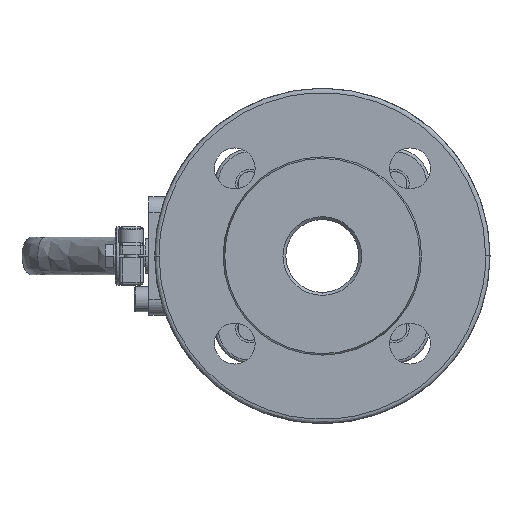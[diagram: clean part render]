
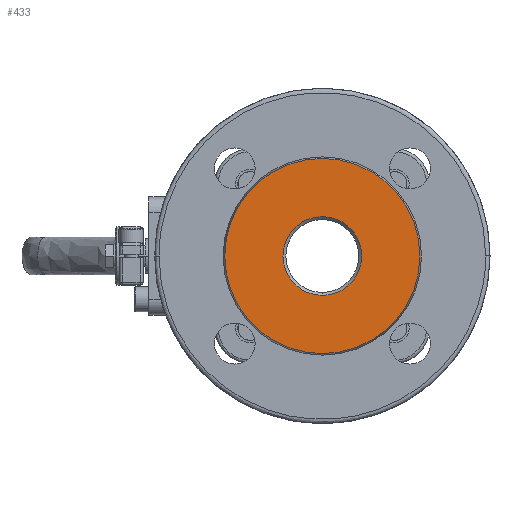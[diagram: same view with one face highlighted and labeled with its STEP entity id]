
A CAD part, left-side view. The second image highlights one B-rep face of the part: STEP entity #433.
In plain terms, the highlighted planar face has unit normal (-1, 0, 0).
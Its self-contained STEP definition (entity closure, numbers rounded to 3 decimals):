
#433 = ADVANCED_FACE ( 'NONE', ( #36445, #14988 ), #21691, .T. ) ;
#1723 = EDGE_LOOP ( 'NONE', ( #5392, #18844 ) ) ;
#4546 = CARTESIAN_POINT ( 'NONE',  ( -51.5, 0., 13.5 ) ) ;
#5392 = ORIENTED_EDGE ( 'NONE', *, *, #15627, .T. ) ;
#6517 = CARTESIAN_POINT ( 'NONE',  ( -51.5, 0., 0. ) ) ;
#9713 = DIRECTION ( 'NONE',  ( 0., -1., 0. ) ) ;
#11512 = AXIS2_PLACEMENT_3D ( 'NONE', #27882, #42662, #24392 ) ;
#13390 = DIRECTION ( 'NONE',  ( -1., 0., 0. ) ) ;
#13624 = AXIS2_PLACEMENT_3D ( 'NONE', #37845, #13390, #9713 ) ;
#13719 = DIRECTION ( 'NONE',  ( 0., 0., 1. ) ) ;
#14643 = CARTESIAN_POINT ( 'NONE',  ( -51.5, 0., -33.464 ) ) ;
#14724 = AXIS2_PLACEMENT_3D ( 'NONE', #16550, #22988, #26907 ) ;
#14988 = FACE_BOUND ( 'NONE', #1723, .T. ) ;
#15627 = EDGE_CURVE ( 'NONE', #24242, #38849, #33084, .T. ) ;
#16262 = EDGE_CURVE ( 'NONE', #21061, #34315, #27263, .T. ) ;
#16550 = CARTESIAN_POINT ( 'NONE',  ( -51.5, 0., 0. ) ) ;
#16959 = CARTESIAN_POINT ( 'NONE',  ( -51.5, 0., 0. ) ) ;
#18844 = ORIENTED_EDGE ( 'NONE', *, *, #26110, .T. ) ;
#19249 = ORIENTED_EDGE ( 'NONE', *, *, #23547, .F. ) ;
#21061 = VERTEX_POINT ( 'NONE', #14643 ) ;
#21269 = AXIS2_PLACEMENT_3D ( 'NONE', #16959, #45373, #13719 ) ;
#21691 = PLANE ( 'NONE',  #13624 ) ;
#22988 = DIRECTION ( 'NONE',  ( 1., 0., 0. ) ) ;
#23547 = EDGE_CURVE ( 'NONE', #34315, #21061, #44648, .T. ) ;
#23569 = DIRECTION ( 'NONE',  ( 0., 0., -1. ) ) ;
#24242 = VERTEX_POINT ( 'NONE', #4546 ) ;
#24392 = DIRECTION ( 'NONE',  ( 0., 0., 1. ) ) ;
#26110 = EDGE_CURVE ( 'NONE', #38849, #24242, #41773, .T. ) ;
#26907 = DIRECTION ( 'NONE',  ( 0., 0., -1. ) ) ;
#27156 = ORIENTED_EDGE ( 'NONE', *, *, #16262, .F. ) ;
#27263 = CIRCLE ( 'NONE', #14724, 33.464 ) ;
#27882 = CARTESIAN_POINT ( 'NONE',  ( -51.5, 0., 0. ) ) ;
#32553 = CARTESIAN_POINT ( 'NONE',  ( -51.5, 0., 33.464 ) ) ;
#33084 = CIRCLE ( 'NONE', #21269, 13.5 ) ;
#34315 = VERTEX_POINT ( 'NONE', #32553 ) ;
#36445 = FACE_OUTER_BOUND ( 'NONE', #38136, .T. ) ;
#37845 = CARTESIAN_POINT ( 'NONE',  ( -51.5, 13.5, 0. ) ) ;
#38136 = EDGE_LOOP ( 'NONE', ( #27156, #19249 ) ) ;
#38849 = VERTEX_POINT ( 'NONE', #43634 ) ;
#40918 = AXIS2_PLACEMENT_3D ( 'NONE', #6517, #45527, #23569 ) ;
#41773 = CIRCLE ( 'NONE', #11512, 13.5 ) ;
#42662 = DIRECTION ( 'NONE',  ( 1., 0., 0. ) ) ;
#43634 = CARTESIAN_POINT ( 'NONE',  ( -51.5, 0., -13.5 ) ) ;
#44648 = CIRCLE ( 'NONE', #40918, 33.464 ) ;
#45373 = DIRECTION ( 'NONE',  ( 1., 0., 0. ) ) ;
#45527 = DIRECTION ( 'NONE',  ( 1., 0., 0. ) ) ;
